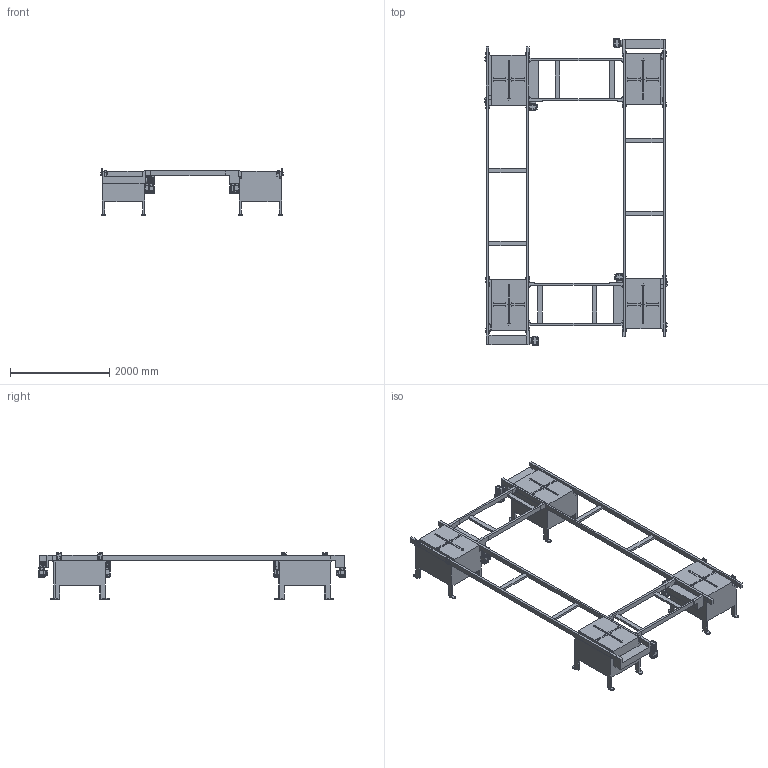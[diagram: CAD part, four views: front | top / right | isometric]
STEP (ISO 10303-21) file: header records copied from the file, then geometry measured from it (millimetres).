
FILE_DESCRIPTION(('STEP AP203'),'1');
FILE_NAME('TRM-836-836-01.stp','2025-08-07T09:29:15',(' '),(' '),'Spatial InterOp 3D',' ',' ');
FILE_SCHEMA(('CONFIG_CONTROL_DESIGN'));
Length unit declared in the file: millimetre
Products named in the file (1): TRM-836-836-01
Bounding box: 3671.2 x 6193.32 x 933.5 mm (x, y, z)
Surface area: 32810739.4 mm2 (no closed solid volume)
Topology: 0 solids, 165 shells, 2474 faces, 9748 edges, 7239 vertices
Faces by surface type: plane 1591, cylinder 572, cone 151, bspline 132, sphere 16, revolution 12
Full cylindrical faces by diameter (mm): 9 x28, 11 x32, 11.5 x2, 13 x22, 14 x6, 16 x29, 20 x1, 28 x2, 30 x4, 120 x8
Entity records: 109812 total; most frequent: CARTESIAN_POINT 29728, DIRECTION 16275, ORIENTED_EDGE 15233, EDGE_CURVE 9559, VERTEX_POINT 7204, LINE 6329, VECTOR 6329, AXIS2_PLACEMENT_3D 4967
